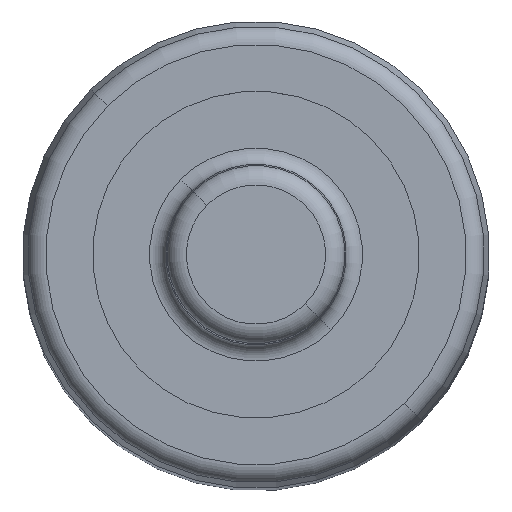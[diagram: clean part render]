
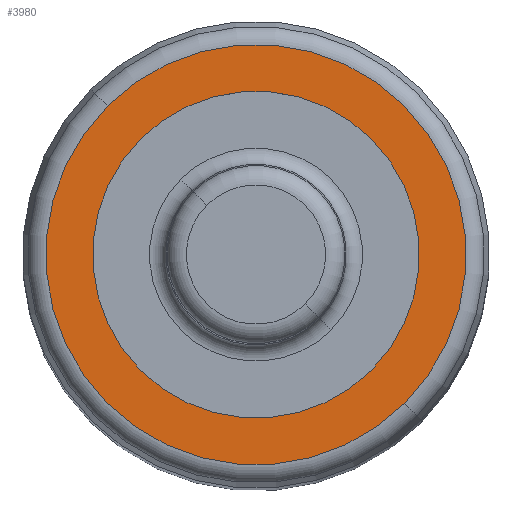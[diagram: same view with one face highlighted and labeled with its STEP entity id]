
A CAD part, top view. The second image highlights one B-rep face of the part: STEP entity #3980.
In plain terms, the highlighted planar face has unit normal (0, 0, 1).
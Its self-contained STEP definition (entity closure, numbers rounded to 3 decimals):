
#2320=CARTESIAN_POINT('',(-5.05,0.,48.725)
);
#2330=VERTEX_POINT('',#2320);
#2410=CARTESIAN_POINT('',(5.05,0.,48.725)
);
#2420=VERTEX_POINT('',#2410);
#2450=CARTESIAN_POINT('',(0.,0.,
48.725));
#2460=DIRECTION('',(0.,0.,1.));
#2470=DIRECTION('',(1.,0.,0.));
#2480=AXIS2_PLACEMENT_3D('',#2450,#2460,#2470);
#2490=CIRCLE('',#2480,5.05);
#2500=EDGE_CURVE('',#2330,#2420,#2490,.T.);
#3730=CARTESIAN_POINT('',(5.773,0.,48.725))
;
#3740=DIRECTION('',(0.,-0.,-1.));
#3750=DIRECTION('',(1.,0.,0.));
#3760=AXIS2_PLACEMENT_3D('',#3730,#3740,#3750);
#3770=PLANE('',#3760);
#3780=EDGE_CURVE('',#2420,#2330,#2490,.T.);
#3790=ORIENTED_EDGE('',*,*,#3780,.F.);
#3800=ORIENTED_EDGE('',*,*,#2500,.F.);
#3810=EDGE_LOOP('',(#3800,#3790));
#3820=FACE_BOUND('',#3810,.T.);
#3830=CARTESIAN_POINT('',(0.,0.,
48.725));
#3840=DIRECTION('',(0.,0.,1.));
#3850=DIRECTION('',(1.,0.,0.));
#3860=AXIS2_PLACEMENT_3D('',#3830,#3840,#3850);
#3870=CIRCLE('',#3860,6.497);
#3880=CARTESIAN_POINT('',(6.497,0.,48.725))
;
#3890=VERTEX_POINT('',#3880);
#3900=CARTESIAN_POINT('',(-6.497,0.,48.725)
);
#3910=VERTEX_POINT('',#3900);
#3920=EDGE_CURVE('',#3890,#3910,#3870,.T.);
#3930=ORIENTED_EDGE('',*,*,#3920,.T.);
#3940=EDGE_CURVE('',#3910,#3890,#3870,.T.);
#3950=ORIENTED_EDGE('',*,*,#3940,.T.);
#3960=EDGE_LOOP('',(#3950,#3930));
#3970=FACE_OUTER_BOUND('',#3960,.T.);
#3980=ADVANCED_FACE('',(#3820,#3970),#3770,.F.);
